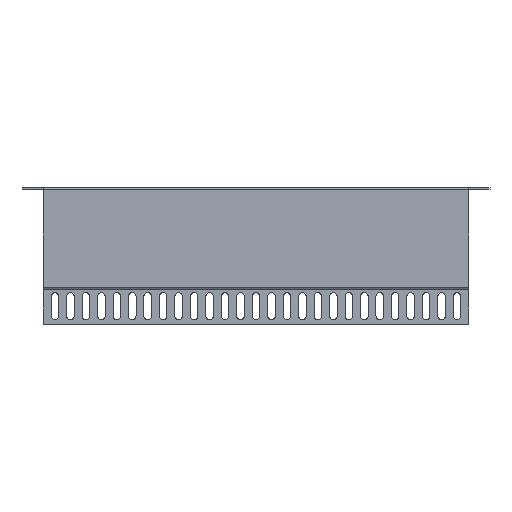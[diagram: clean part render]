
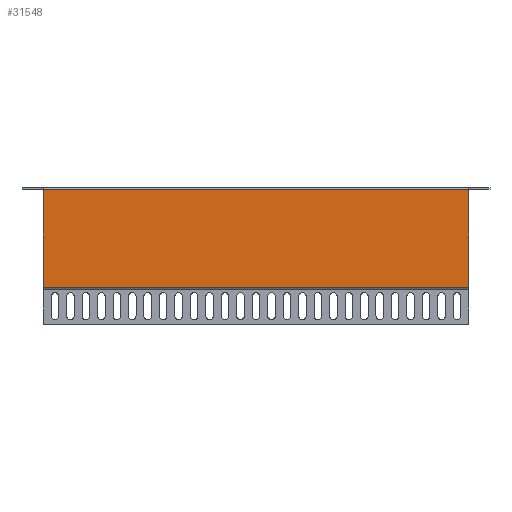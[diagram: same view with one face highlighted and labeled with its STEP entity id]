
A CAD part, front view. The second image highlights one B-rep face of the part: STEP entity #31548.
In plain terms, the highlighted planar face has unit normal (0, -1, 0).
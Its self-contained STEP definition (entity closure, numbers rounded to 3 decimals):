
#5590 = ORIENTED_EDGE ( 'NONE', *, *, #26522, .F. ) ;
#7280 = CARTESIAN_POINT ( 'NONE',  ( 219., -22., 1.5 ) ) ;
#7305 = FACE_OUTER_BOUND ( 'NONE', #38086, .T. ) ;
#8663 = CARTESIAN_POINT ( 'NONE',  ( -219., -22., 1.5 ) ) ;
#8776 = VERTEX_POINT ( 'NONE', #33196 ) ;
#11234 = ORIENTED_EDGE ( 'NONE', *, *, #58033, .T. ) ;
#12227 = DIRECTION ( 'NONE',  ( 0., 0., -1. ) ) ;
#15529 = DIRECTION ( 'NONE',  ( -1., 0., 0. ) ) ;
#18610 = VECTOR ( 'NONE', #59721, 1000. ) ;
#20479 = VECTOR ( 'NONE', #15529, 1000. ) ;
#21191 = VERTEX_POINT ( 'NONE', #39116 ) ;
#21401 = LINE ( 'NONE', #7280, #46036 ) ;
#21548 = DIRECTION ( 'NONE',  ( 0., 1., 0. ) ) ;
#22018 = LINE ( 'NONE', #49896, #20479 ) ;
#22857 = ORIENTED_EDGE ( 'NONE', *, *, #63397, .T. ) ;
#24633 = CARTESIAN_POINT ( 'NONE',  ( 219., -22., -101. ) ) ;
#25339 = CARTESIAN_POINT ( 'NONE',  ( 219., -22., -101. ) ) ;
#26321 = CARTESIAN_POINT ( 'NONE',  ( -241., -22., 1.5 ) ) ;
#26522 = EDGE_CURVE ( 'NONE', #55051, #48613, #21401, .T. ) ;
#27468 = EDGE_CURVE ( 'NONE', #55051, #21191, #22018, .T. ) ;
#28609 = CARTESIAN_POINT ( 'NONE',  ( 219., -22., -0.5 ) ) ;
#31280 = PLANE ( 'NONE',  #44161 ) ;
#31548 = ADVANCED_FACE ( 'NONE', ( #7305 ), #31280, .F. ) ;
#31708 = LINE ( 'NONE', #25339, #18610 ) ;
#33196 = CARTESIAN_POINT ( 'NONE',  ( -219., -22., -101. ) ) ;
#37650 = ORIENTED_EDGE ( 'NONE', *, *, #27468, .T. ) ;
#38086 = EDGE_LOOP ( 'NONE', ( #5590, #37650, #22857, #11234 ) ) ;
#38093 = DIRECTION ( 'NONE',  ( 0., 0., -1. ) ) ;
#39116 = CARTESIAN_POINT ( 'NONE',  ( -219., -22., -0.5 ) ) ;
#44161 = AXIS2_PLACEMENT_3D ( 'NONE', #26321, #21548, #55976 ) ;
#46036 = VECTOR ( 'NONE', #12227, 1000. ) ;
#48613 = VERTEX_POINT ( 'NONE', #24633 ) ;
#49896 = CARTESIAN_POINT ( 'NONE',  ( -219., -22., -0.5 ) ) ;
#53174 = VECTOR ( 'NONE', #38093, 1000. ) ;
#55051 = VERTEX_POINT ( 'NONE', #28609 ) ;
#55976 = DIRECTION ( 'NONE',  ( -1., 0., 0. ) ) ;
#57776 = LINE ( 'NONE', #8663, #53174 ) ;
#58033 = EDGE_CURVE ( 'NONE', #8776, #48613, #31708, .T. ) ;
#59721 = DIRECTION ( 'NONE',  ( 1., 0., 0. ) ) ;
#63397 = EDGE_CURVE ( 'NONE', #21191, #8776, #57776, .T. ) ;
